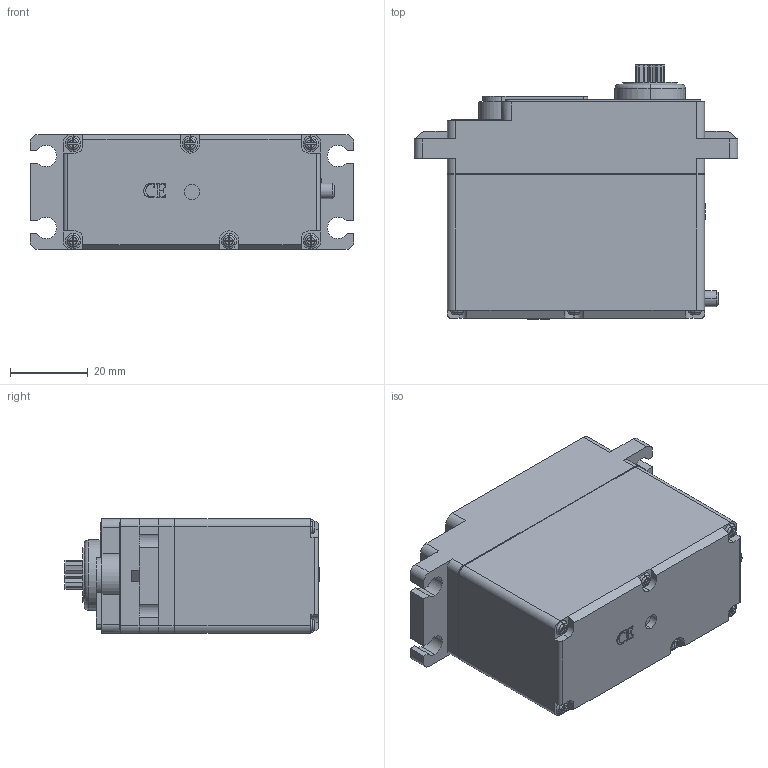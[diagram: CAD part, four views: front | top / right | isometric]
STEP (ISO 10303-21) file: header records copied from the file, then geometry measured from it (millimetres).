
FILE_DESCRIPTION (( 'STEP AP214' ), '1' );
FILE_NAME ('servo.STEP', '2013-02-19T23:41:32', ( '' ), ( '' ), 'SwSTEP 2.0', 'SolidWorks 2012', '' );
FILE_SCHEMA (( 'AUTOMOTIVE_DESIGN' ));
Length unit declared in the file: millimetre
Products named in the file (1): servo
Bounding box: 83 x 65.2 x 29.5 mm (x, y, z)
Volume: 110379.7 mm3; surface area: 16352.9 mm2
Topology: 1 solids, 1 shells, 407 faces, 1122 edges, 738 vertices
Faces by surface type: plane 266, cylinder 92, torus 26, bspline 21, cone 2
Entity records: 15651 total; most frequent: CARTESIAN_POINT 3245, ORIENTED_EDGE 2244, DIRECTION 2032, EDGE_CURVE 1122, VERTEX_POINT 738, VECTOR 734, LINE 734, AXIS2_PLACEMENT_3D 649
